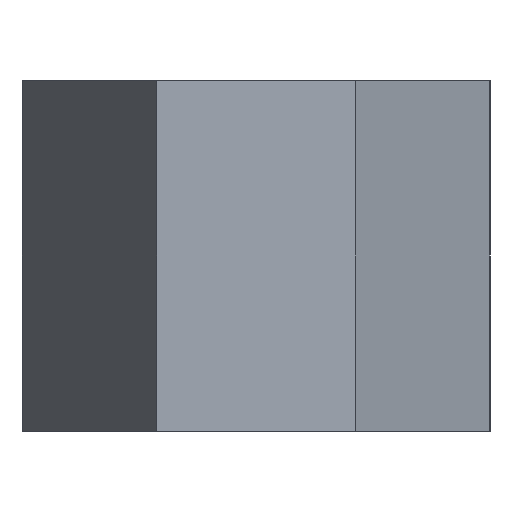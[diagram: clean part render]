
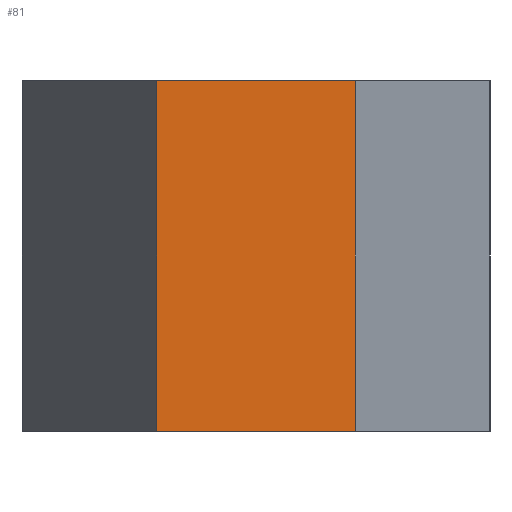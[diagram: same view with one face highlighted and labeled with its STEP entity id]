
A CAD part, left-side view. The second image highlights one B-rep face of the part: STEP entity #81.
In plain terms, the highlighted planar face has unit normal (-1, 0, 0).
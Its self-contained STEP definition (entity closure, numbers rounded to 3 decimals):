
#81=ADVANCED_FACE('',(#164),#165,.T.);
#164=FACE_OUTER_BOUND('',#244,.T.);
#165=PLANE('',#245);
#244=EDGE_LOOP('',(#415,#416,#417,#418));
#245=AXIS2_PLACEMENT_3D('',#419,#420,#421);
#415=ORIENTED_EDGE('',*,*,#533,.T.);
#416=ORIENTED_EDGE('',*,*,#534,.F.);
#417=ORIENTED_EDGE('',*,*,#518,.T.);
#418=ORIENTED_EDGE('',*,*,#531,.T.);
#419=CARTESIAN_POINT('',(-13.0,-8.5,15.0));
#420=DIRECTION('',(-1.0,0.0,0.0));
#421=DIRECTION('',(0.0,0.0,1.0));
#518=EDGE_CURVE('',#627,#625,#628,.T.);
#531=EDGE_CURVE('',#625,#643,#645,.T.);
#533=EDGE_CURVE('',#643,#647,#648,.T.);
#534=EDGE_CURVE('',#627,#647,#649,.T.);
#625=VERTEX_POINT('',#837);
#627=VERTEX_POINT('',#840);
#628=LINE('',#841,#842);
#643=VERTEX_POINT('',#863);
#645=LINE('',#866,#867);
#647=VERTEX_POINT('',#869);
#648=LINE('',#870,#871);
#649=LINE('',#872,#873);
#837=CARTESIAN_POINT('',(-13.0,-8.5,0.));
#840=CARTESIAN_POINT('',(-13.0,8.5,0.));
#841=CARTESIAN_POINT('',(-13.0,8.5,0.));
#842=VECTOR('',#954,1.0);
#863=CARTESIAN_POINT('',(-13.0,-8.5,30.0));
#866=CARTESIAN_POINT('',(-13.0,-8.5,15.0));
#867=VECTOR('',#965,1.0);
#869=CARTESIAN_POINT('',(-13.0,8.5,30.0));
#870=CARTESIAN_POINT('',(-13.0,8.5,30.0));
#871=VECTOR('',#966,1.0);
#872=CARTESIAN_POINT('',(-13.0,8.5,15.0));
#873=VECTOR('',#967,1.0);
#954=DIRECTION('',(0.0,-1.0,0.0));
#965=DIRECTION('',(0.0,0.0,1.0));
#966=DIRECTION('',(0.0,1.0,0.0));
#967=DIRECTION('',(0.0,0.0,1.0));
